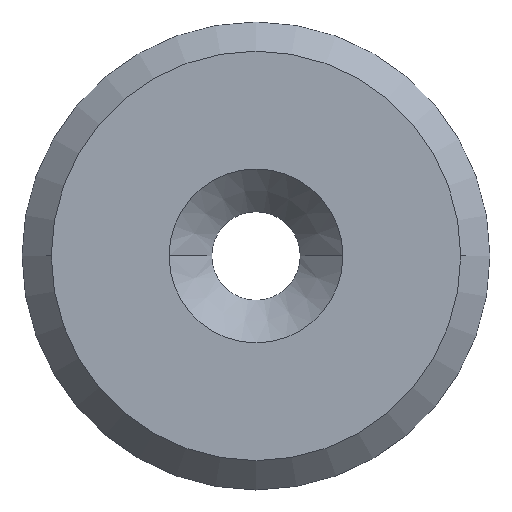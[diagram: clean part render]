
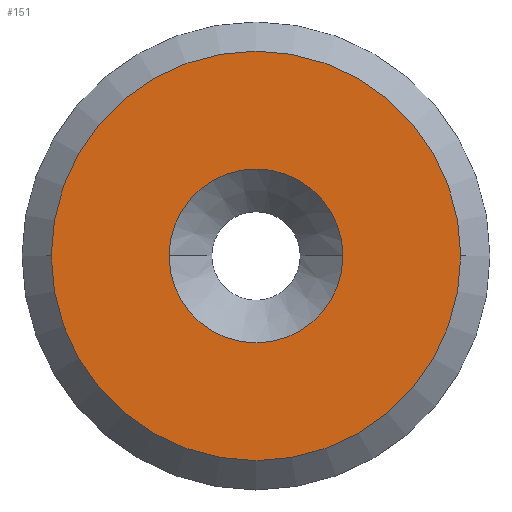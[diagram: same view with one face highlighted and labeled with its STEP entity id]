
A CAD part, top view. The second image highlights one B-rep face of the part: STEP entity #151.
In plain terms, the highlighted planar face has unit normal (0, 0, 1).
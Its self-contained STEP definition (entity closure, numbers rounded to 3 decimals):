
#99=VERTEX_POINT('',#220);
#105=EDGE_CURVE('',#131,#115,#227,.T.);
#107=EDGE_CURVE('',#99,#141,#229,.T.);
#115=VERTEX_POINT('',#238);
#131=VERTEX_POINT('',#257);
#141=VERTEX_POINT('',#269);
#147=EDGE_CURVE('',#115,#131,#276,.T.);
#151=ADVANCED_FACE('',(#280,#281),#282,.T.);
#167=EDGE_CURVE('',#141,#99,#299,.T.);
#220=CARTESIAN_POINT('',(12.25,0.,3.5));
#227=CIRCLE('',#360,5.2);
#229=CIRCLE('',#363,12.25);
#238=CARTESIAN_POINT('',(5.2,0.,3.5));
#257=CARTESIAN_POINT('',(-5.2,0.,3.5));
#269=CARTESIAN_POINT('',(-12.25,0.,3.5));
#276=CIRCLE('',#421,5.2);
#280=FACE_BOUND('',#426,.T.);
#281=FACE_OUTER_BOUND('',#427,.T.);
#282=PLANE('',#428);
#299=CIRCLE('',#452,12.25);
#360=AXIS2_PLACEMENT_3D('',#511,#512,#513);
#363=AXIS2_PLACEMENT_3D('',#514,#515,#516);
#421=AXIS2_PLACEMENT_3D('',#584,#585,#586);
#426=EDGE_LOOP('',(#591,#592));
#427=EDGE_LOOP('',(#593,#594));
#428=AXIS2_PLACEMENT_3D('',#595,#596,#597);
#452=AXIS2_PLACEMENT_3D('',#609,#610,#611);
#511=CARTESIAN_POINT('',(0.,0.,3.5));
#512=DIRECTION('',(0.,0.,1.0));
#513=DIRECTION('',(-1.0,0.,0.));
#514=CARTESIAN_POINT('',(0.,0.,3.5));
#515=DIRECTION('',(0.,0.,1.0));
#516=DIRECTION('',(-1.0,0.,0.));
#584=CARTESIAN_POINT('',(0.,0.,3.5));
#585=DIRECTION('',(0.,0.,1.0));
#586=DIRECTION('',(-1.0,0.,0.));
#591=ORIENTED_EDGE('',*,*,#105,.F.);
#592=ORIENTED_EDGE('',*,*,#147,.F.);
#593=ORIENTED_EDGE('',*,*,#167,.T.);
#594=ORIENTED_EDGE('',*,*,#107,.T.);
#595=CARTESIAN_POINT('',(-8.725,0.,3.5));
#596=DIRECTION('',(0.,0.,1.0));
#597=DIRECTION('',(-1.0,0.,0.0));
#609=CARTESIAN_POINT('',(0.,0.,3.5));
#610=DIRECTION('',(0.,0.,1.0));
#611=DIRECTION('',(-1.0,0.,0.));
